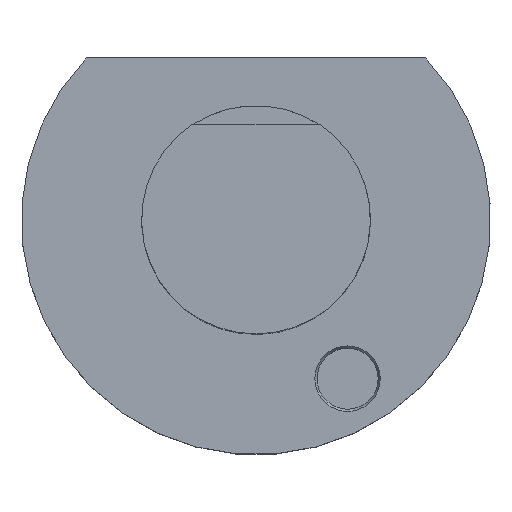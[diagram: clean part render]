
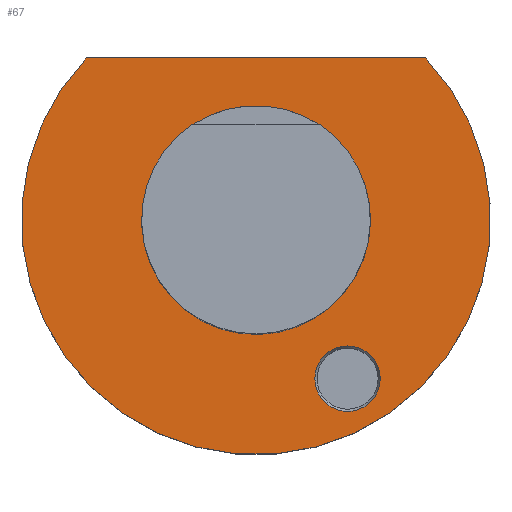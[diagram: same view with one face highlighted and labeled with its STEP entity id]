
A CAD part, top view. The second image highlights one B-rep face of the part: STEP entity #67.
In plain terms, the highlighted planar face has unit normal (0, 0, 1).
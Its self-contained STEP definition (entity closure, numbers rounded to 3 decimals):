
#67=ADVANCED_FACE('',(#101,#102,#103),#90,.T.);
#90=PLANE('',#403);
#101=FACE_BOUND('',#130,.T.);
#102=FACE_BOUND('',#131,.T.);
#103=FACE_BOUND('',#132,.T.);
#130=EDGE_LOOP('',(#205));
#131=EDGE_LOOP('',(#206,#207));
#132=EDGE_LOOP('',(#208));
#163=CIRCLE('',#395,61.5);
#164=CIRCLE('',#397,29.995);
#167=CIRCLE('',#402,8.584);
#205=ORIENTED_EDGE('',*,*,#314,.F.);
#206=ORIENTED_EDGE('',*,*,#307,.F.);
#207=ORIENTED_EDGE('',*,*,#306,.T.);
#208=ORIENTED_EDGE('',*,*,#308,.F.);
#272=VERTEX_POINT('',#578);
#273=VERTEX_POINT('',#580);
#274=VERTEX_POINT('',#586);
#279=VERTEX_POINT('',#599);
#306=EDGE_CURVE('',#272,#273,#345,.T.);
#307=EDGE_CURVE('',#272,#273,#163,.T.);
#308=EDGE_CURVE('',#274,#274,#164,.T.);
#314=EDGE_CURVE('',#279,#279,#167,.T.);
#345=LINE('',#581,#359);
#359=VECTOR('',#459,1.);
#395=AXIS2_PLACEMENT_3D('',#583,#462,#463);
#397=AXIS2_PLACEMENT_3D('',#585,#466,#467);
#402=AXIS2_PLACEMENT_3D('',#598,#479,#480);
#403=AXIS2_PLACEMENT_3D('',#600,#481,#482);
#459=DIRECTION('',(-1.,0.,0.));
#462=DIRECTION('',(0.,0.,-1.));
#463=DIRECTION('',(1.,0.,0.));
#466=DIRECTION('',(0.,0.,1.));
#467=DIRECTION('',(1.,0.,0.));
#479=DIRECTION('',(0.,0.,1.));
#480=DIRECTION('',(1.,0.,0.));
#481=DIRECTION('',(0.,0.,1.));
#482=DIRECTION('',(-1.,0.,0.));
#578=CARTESIAN_POINT('',(44.452,42.5,0.));
#580=CARTESIAN_POINT('',(-44.452,42.5,0.));
#581=CARTESIAN_POINT('',(-58.,42.5,0.));
#583=CARTESIAN_POINT('',(0.,0.,0.));
#585=CARTESIAN_POINT('',(0.,0.,0.));
#586=CARTESIAN_POINT('',(29.995,0.,0.));
#598=CARTESIAN_POINT('',(24.,-41.569,0.));
#599=CARTESIAN_POINT('',(32.584,-41.569,0.));
#600=CARTESIAN_POINT('',(-58.,0.,0.));
